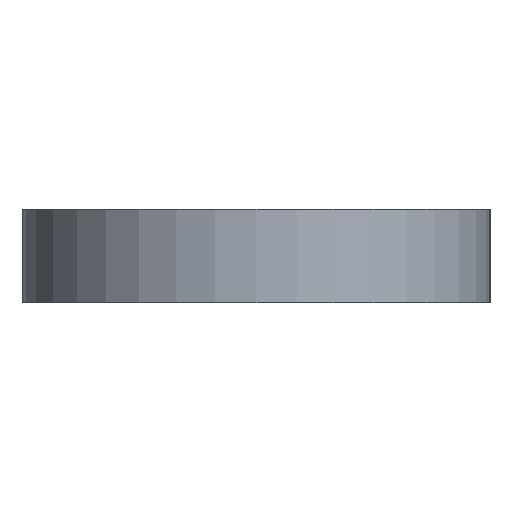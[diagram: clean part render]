
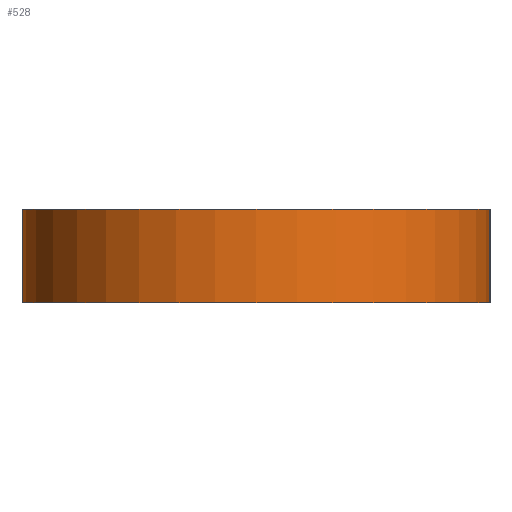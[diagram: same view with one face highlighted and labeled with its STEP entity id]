
A CAD part, left-side view. The second image highlights one B-rep face of the part: STEP entity #528.
In plain terms, the highlighted cylindrical face has radius 4 mm (diameter 8 mm), a partial arc.
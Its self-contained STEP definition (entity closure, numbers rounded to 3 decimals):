
#58=FACE_OUTER_BOUND('',#94,.T.);
#94=EDGE_LOOP('',(#461,#462,#463,#464));
#139=LINE('',#888,#183);
#144=LINE('',#908,#188);
#183=VECTOR('',#721,10.);
#188=VECTOR('',#746,10.);
#202=CIRCLE('',#577,4.);
#214=CIRCLE('',#596,4.);
#248=VERTEX_POINT('',#846);
#250=VERTEX_POINT('',#850);
#263=VERTEX_POINT('',#886);
#266=VERTEX_POINT('',#898);
#308=EDGE_CURVE('',#248,#250,#202,.T.);
#327=EDGE_CURVE('',#263,#250,#139,.T.);
#333=EDGE_CURVE('',#266,#263,#214,.T.);
#338=EDGE_CURVE('',#266,#248,#144,.T.);
#461=ORIENTED_EDGE('',*,*,#308,.T.);
#462=ORIENTED_EDGE('',*,*,#327,.F.);
#463=ORIENTED_EDGE('',*,*,#333,.F.);
#464=ORIENTED_EDGE('',*,*,#338,.T.);
#502=CYLINDRICAL_SURFACE('',#602,4.);
#528=ADVANCED_FACE('',(#58),#502,.T.);
#577=AXIS2_PLACEMENT_3D('',#852,#683,#684);
#596=AXIS2_PLACEMENT_3D('',#900,#734,#735);
#602=AXIS2_PLACEMENT_3D('',#909,#747,#748);
#683=DIRECTION('center_axis',(0.,0.,1.));
#684=DIRECTION('ref_axis',(0.,1.,0.));
#721=DIRECTION('',(0.,0.,-1.));
#734=DIRECTION('center_axis',(0.,0.,1.));
#735=DIRECTION('ref_axis',(0.,1.,0.));
#746=DIRECTION('',(0.,0.,-1.));
#747=DIRECTION('center_axis',(0.,0.,-1.));
#748=DIRECTION('ref_axis',(0.,1.,0.));
#846=CARTESIAN_POINT('',(-63.649,-38.926,1.8));
#850=CARTESIAN_POINT('',(-63.649,-46.926,1.8));
#852=CARTESIAN_POINT('Origin',(-63.649,-42.926,1.8));
#886=CARTESIAN_POINT('',(-63.649,-46.926,3.4));
#888=CARTESIAN_POINT('',(-63.649,-46.926,3.4));
#898=CARTESIAN_POINT('',(-63.649,-38.926,3.4));
#900=CARTESIAN_POINT('Origin',(-63.649,-42.926,3.4));
#908=CARTESIAN_POINT('',(-63.649,-38.926,3.4));
#909=CARTESIAN_POINT('Origin',(-63.649,-42.926,3.4));
